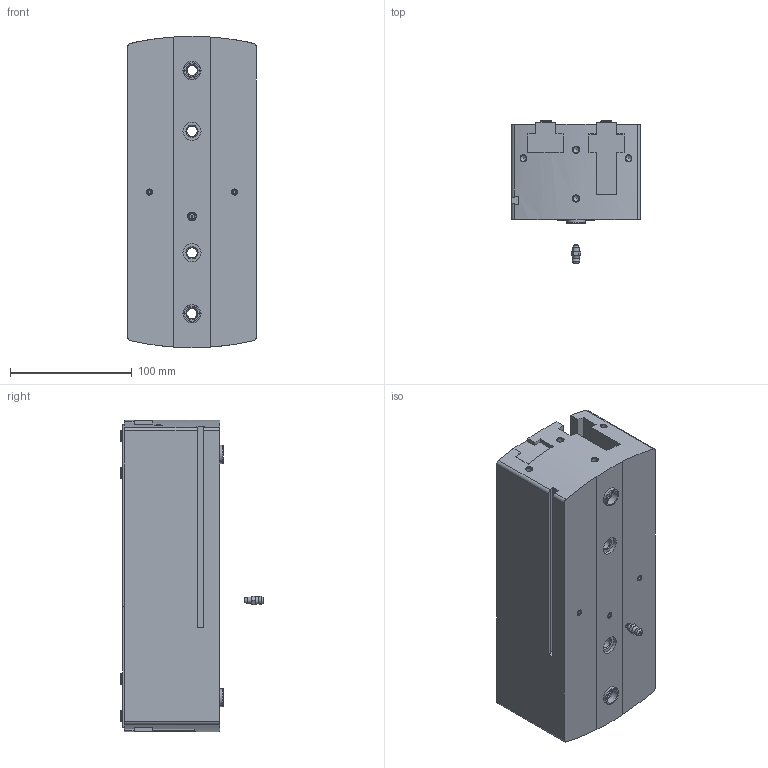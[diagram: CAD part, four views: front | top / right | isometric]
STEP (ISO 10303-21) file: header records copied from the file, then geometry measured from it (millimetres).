
FILE_DESCRIPTION(/* description */ ('STEP AP214'),/* implementation_level */ '2;1');
FILE_NAME(/* name */ '3361491_HGPL-40-100-A-B',/* time_stamp */ '2024-08-24T09:32:47+02:00',/* author */ ('License CC BY-ND 4.0'),/* organization */ ('CADENAS'),/* preprocessor_version */ 'ST-DEVELOPER v19.3',/* originating_system */ 'PARTsolutions',/* authorisation */ ' ');
FILE_SCHEMA (('AP242_MANAGED_MODEL_BASED_3D_ENGINEERING_MIM_LF { 1 0 10303 442 3 1 4 }','AUTOMOTIVE_DESIGN {1 0 10303 214 3 1 1}'));
Length unit declared in the file: millimetre
Products named in the file (7): 3361491 HGPL-40-100-A-B---(0); 3431234 HGPL-40-100-A-B---(GEH); 3431342 HGPL-BAC-40-100---(J); 8137184 ZBH-9-B; DIN-913 - M5x5; DIN-71412 A M5x0.8/SW7(F); 191409 ZBH-15
Assembly tree (14 placements, depth 2):
  3361491 HGPL-40-100-A-B---(0)
    3431234 HGPL-40-100-A-B---(GEH)
    3431342 HGPL-BAC-40-100---(J)  x2
    8137184 ZBH-9-B  x4
    DIN-913 - M5x5  x4
    DIN-71412 A M5x0.8/SW7(F)
    191409 ZBH-15  x2
Bounding box: 106 x 117.76 x 255.94 mm (x, y, z)
Volume: 1564986.3 mm3; surface area: 276014 mm2
Topology: 14 solids, 14 shells, 368 faces, 822 edges, 516 vertices
Faces by surface type: plane 170, cylinder 99, cone 85, torus 12, sphere 2
Full cylindrical faces by diameter (mm): 1.25 x1, 1.5 x1, 2.5 x1, 3.1 x2, 4.134 x5, 4.917 x10, 5 x5, 8.376 x4, 8.5 x4, 9 x6, 12.4 x2, 14 x4, 15 x10, 30 x1, 42 x4
Entity records: 7270 total; most frequent: CARTESIAN_POINT 1528, DIRECTION 1169, ORIENTED_EDGE 988, EDGE_CURVE 494, AXIS2_PLACEMENT_3D 483, FACE_BOUND 404, EDGE_LOOP 393, VERTEX_POINT 376
